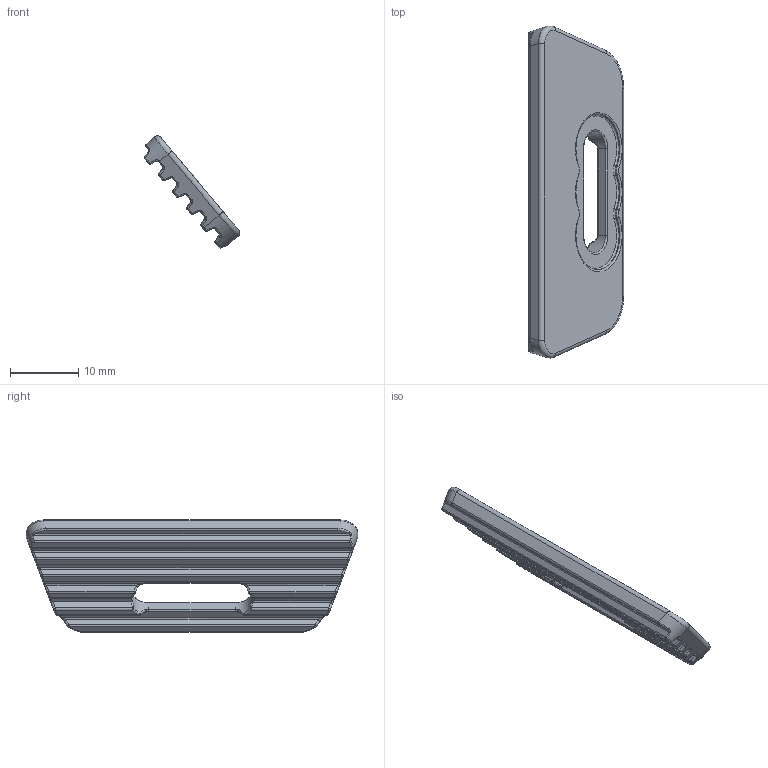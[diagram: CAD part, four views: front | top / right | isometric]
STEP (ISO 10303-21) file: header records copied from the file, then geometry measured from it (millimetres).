
FILE_DESCRIPTION(/* description */ (''),/* implementation_level */ '2;1');
FILE_NAME(/* name */ 'OS_Adjustable_Claw_Wing_Type_1.step',/* time_stamp */ '2024-10-14T15:41:30-05:00',/* author */ (''),/* organization */ (''),/* preprocessor_version */ 'ST-DEVELOPER v20',/* originating_system */ 'Autodesk Translation Framework v13.20.0.188',/* authorisation */ '');
FILE_SCHEMA (('AUTOMOTIVE_DESIGN { 1 0 10303 214 3 1 1 }'));
Length unit declared in the file: inch
Products named in the file (1): Adjustable piece
Bounding box: 13.98 x 48.74 x 16.46 mm (x, y, z)
Volume: 2281.7 mm3; surface area: 2282.7 mm2
Topology: 1 solids, 1 shells, 253 faces, 569 edges, 312 vertices
Faces by surface type: cylinder 83, bspline 74, plane 39, sphere 30, torus 27
Entity records: 8690 total; most frequent: CARTESIAN_POINT 3193, DIRECTION 1206, ORIENTED_EDGE 1126, EDGE_CURVE 563, AXIS2_PLACEMENT_3D 523, VERTEX_POINT 312, EDGE_LOOP 255, FACE_OUTER_BOUND 253
